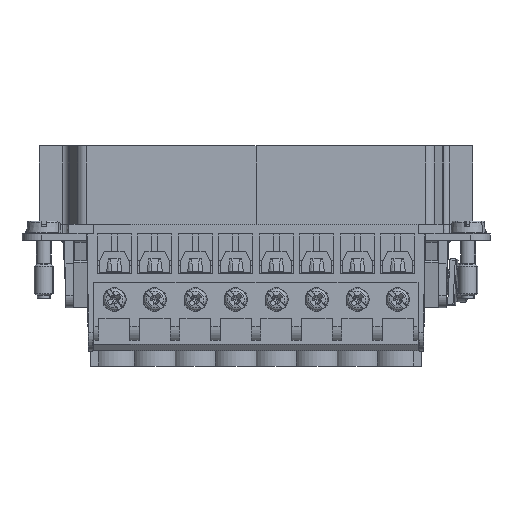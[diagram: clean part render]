
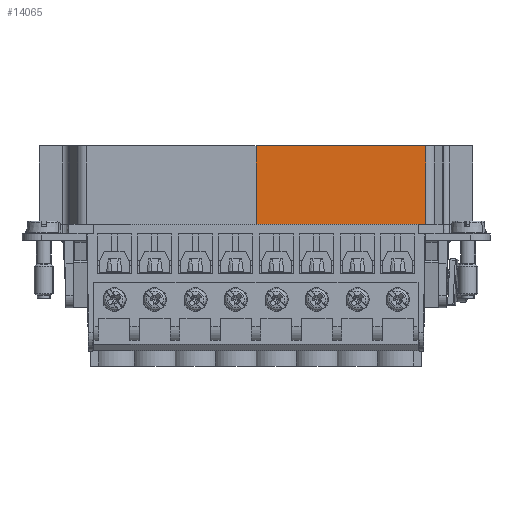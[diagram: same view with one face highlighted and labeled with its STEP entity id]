
A CAD part, left-side view. The second image highlights one B-rep face of the part: STEP entity #14065.
In plain terms, the highlighted planar face has unit normal (-1, 0, 0).
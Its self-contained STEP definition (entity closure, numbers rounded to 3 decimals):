
#14030=AXIS2_PLACEMENT_3D('Plane Axis2P3D',#14027,#14028,#14029) ;
#14005=CARTESIAN_POINT('Vertex',(0.728,9.987,34.25)) ;
#14008=CARTESIAN_POINT('Line Origine',(0.728,9.987,28.15)) ;
#14012=CARTESIAN_POINT('Vertex',(0.728,9.987,22.05)) ;
#14027=CARTESIAN_POINT('Axis2P3D Location',(0.728,36.4,22.05)) ;
#14032=CARTESIAN_POINT('Line Origine',(0.728,23.193,34.25)) ;
#14036=CARTESIAN_POINT('Vertex',(0.728,36.4,34.25)) ;
#14039=CARTESIAN_POINT('Line Origine',(0.728,36.4,28.15)) ;
#14043=CARTESIAN_POINT('Vertex',(0.728,36.4,22.05)) ;
#14046=CARTESIAN_POINT('Line Origine',(0.728,23.8,22.05)) ;
#14050=CARTESIAN_POINT('Vertex',(0.728,11.2,22.05)) ;
#14053=CARTESIAN_POINT('Line Origine',(0.728,10.593,22.05)) ;
#14009=DIRECTION('Vector Direction',(0.,0.,1.)) ;
#14028=DIRECTION('Axis2P3D Direction',(1.,0.,0.)) ;
#14029=DIRECTION('Axis2P3D XDirection',(0.,1.,0.)) ;
#14033=DIRECTION('Vector Direction',(0.,-1.,0.)) ;
#14040=DIRECTION('Vector Direction',(0.,0.,1.)) ;
#14047=DIRECTION('Vector Direction',(0.,-1.,0.)) ;
#14054=DIRECTION('Vector Direction',(0.,-1.,0.)) ;
#14010=VECTOR('Line Direction',#14009,1.) ;
#14034=VECTOR('Line Direction',#14033,1.) ;
#14041=VECTOR('Line Direction',#14040,1.) ;
#14048=VECTOR('Line Direction',#14047,1.) ;
#14055=VECTOR('Line Direction',#14054,1.) ;
#14059=ORIENTED_EDGE('',*,*,#14014,.T.) ;
#14060=ORIENTED_EDGE('',*,*,#14038,.F.) ;
#14061=ORIENTED_EDGE('',*,*,#14045,.F.) ;
#14062=ORIENTED_EDGE('',*,*,#14052,.T.) ;
#14063=ORIENTED_EDGE('',*,*,#14057,.T.) ;
#14065=ADVANCED_FACE('Hauptk\X2\00F6\X0\rper',(#14064),#14031,.F.) ;
#14014=EDGE_CURVE('',#14013,#14006,#14011,.T.) ;
#14038=EDGE_CURVE('',#14037,#14006,#14035,.T.) ;
#14045=EDGE_CURVE('',#14044,#14037,#14042,.T.) ;
#14052=EDGE_CURVE('',#14044,#14051,#14049,.T.) ;
#14057=EDGE_CURVE('',#14051,#14013,#14056,.T.) ;
#14058=EDGE_LOOP('',(#14059,#14060,#14061,#14062,#14063)) ;
#14064=FACE_OUTER_BOUND('',#14058,.T.) ;
#14011=LINE('Line',#14008,#14010) ;
#14035=LINE('Line',#14032,#14034) ;
#14042=LINE('Line',#14039,#14041) ;
#14049=LINE('Line',#14046,#14048) ;
#14056=LINE('Line',#14053,#14055) ;
#14031=PLANE('',#14030) ;
#14006=VERTEX_POINT('',#14005) ;
#14013=VERTEX_POINT('',#14012) ;
#14037=VERTEX_POINT('',#14036) ;
#14044=VERTEX_POINT('',#14043) ;
#14051=VERTEX_POINT('',#14050) ;
